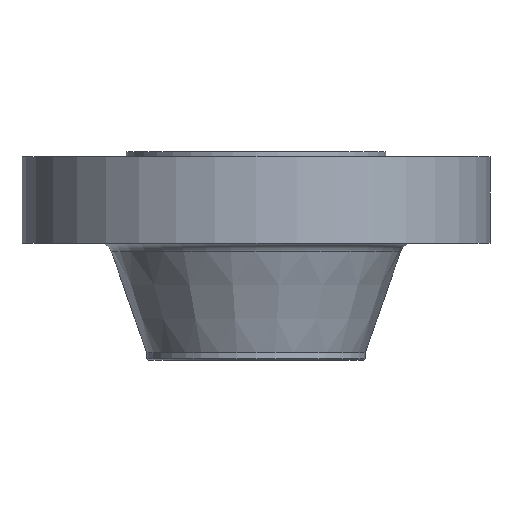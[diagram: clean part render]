
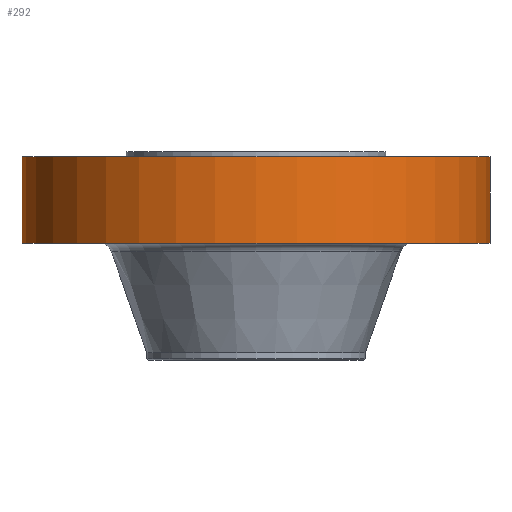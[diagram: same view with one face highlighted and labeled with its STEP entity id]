
A CAD part, front view. The second image highlights one B-rep face of the part: STEP entity #292.
In plain terms, the highlighted cylindrical face has radius 292.1 mm (diameter 584.2 mm), a partial arc.
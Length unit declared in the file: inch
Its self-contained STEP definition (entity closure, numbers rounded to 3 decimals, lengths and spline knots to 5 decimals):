
#55 = CARTESIAN_POINT ( 'NONE',  ( 0., 0., -4.5 ) ) ;
#128 = LINE ( 'NONE', #1151, #1017 ) ;
#161 = DIRECTION ( 'NONE',  ( 0., 0., 1. ) ) ;
#218 = VECTOR ( 'NONE', #1364, 39.37008 ) ;
#222 = VERTEX_POINT ( 'NONE', #1224 ) ;
#292 = ADVANCED_FACE ( 'NONE', ( #828 ), #800, .T. ) ;
#314 = AXIS2_PLACEMENT_3D ( 'NONE', #1052, #709, #916 ) ;
#334 = CARTESIAN_POINT ( 'NONE',  ( -11.5, 0., -0.25 ) ) ;
#381 = EDGE_CURVE ( 'NONE', #222, #438, #1306, .T. ) ;
#383 = LINE ( 'NONE', #473, #218 ) ;
#405 = AXIS2_PLACEMENT_3D ( 'NONE', #55, #161, #509 ) ;
#438 = VERTEX_POINT ( 'NONE', #705 ) ;
#473 = CARTESIAN_POINT ( 'NONE',  ( 11.5, 0., 0. ) ) ;
#497 = CARTESIAN_POINT ( 'NONE',  ( 0., 0., -0.25 ) ) ;
#509 = DIRECTION ( 'NONE',  ( 1., 0., 0. ) ) ;
#591 = EDGE_CURVE ( 'NONE', #222, #987, #128, .T. ) ;
#672 = CIRCLE ( 'NONE', #1440, 11.5 ) ;
#705 = CARTESIAN_POINT ( 'NONE',  ( 11.5, 0., -4.5 ) ) ;
#709 = DIRECTION ( 'NONE',  ( 0., 0., 1. ) ) ;
#767 = ORIENTED_EDGE ( 'NONE', *, *, #381, .T. ) ;
#800 = CYLINDRICAL_SURFACE ( 'NONE', #314, 11.5 ) ;
#828 = FACE_OUTER_BOUND ( 'NONE', #1037, .T. ) ;
#907 = ORIENTED_EDGE ( 'NONE', *, *, #1297, .T. ) ;
#916 = DIRECTION ( 'NONE',  ( 1., 0., 0. ) ) ;
#931 = DIRECTION ( 'NONE',  ( 1., 0., 0. ) ) ;
#987 = VERTEX_POINT ( 'NONE', #334 ) ;
#1017 = VECTOR ( 'NONE', #1039, 39.37008 ) ;
#1037 = EDGE_LOOP ( 'NONE', ( #1321, #767, #907, #1185 ) ) ;
#1039 = DIRECTION ( 'NONE',  ( 0., 0., 1. ) ) ;
#1052 = CARTESIAN_POINT ( 'NONE',  ( 0., 0., 0. ) ) ;
#1081 = EDGE_CURVE ( 'NONE', #987, #1108, #672, .T. ) ;
#1108 = VERTEX_POINT ( 'NONE', #1140 ) ;
#1140 = CARTESIAN_POINT ( 'NONE',  ( 11.5, 0., -0.25 ) ) ;
#1151 = CARTESIAN_POINT ( 'NONE',  ( -11.5, 0., 0. ) ) ;
#1185 = ORIENTED_EDGE ( 'NONE', *, *, #1081, .F. ) ;
#1224 = CARTESIAN_POINT ( 'NONE',  ( -11.5, 0., -4.5 ) ) ;
#1268 = DIRECTION ( 'NONE',  ( 0., 0., 1. ) ) ;
#1297 = EDGE_CURVE ( 'NONE', #438, #1108, #383, .T. ) ;
#1306 = CIRCLE ( 'NONE', #405, 11.5 ) ;
#1321 = ORIENTED_EDGE ( 'NONE', *, *, #591, .F. ) ;
#1364 = DIRECTION ( 'NONE',  ( 0., 0., 1. ) ) ;
#1440 = AXIS2_PLACEMENT_3D ( 'NONE', #497, #1268, #931 ) ;
